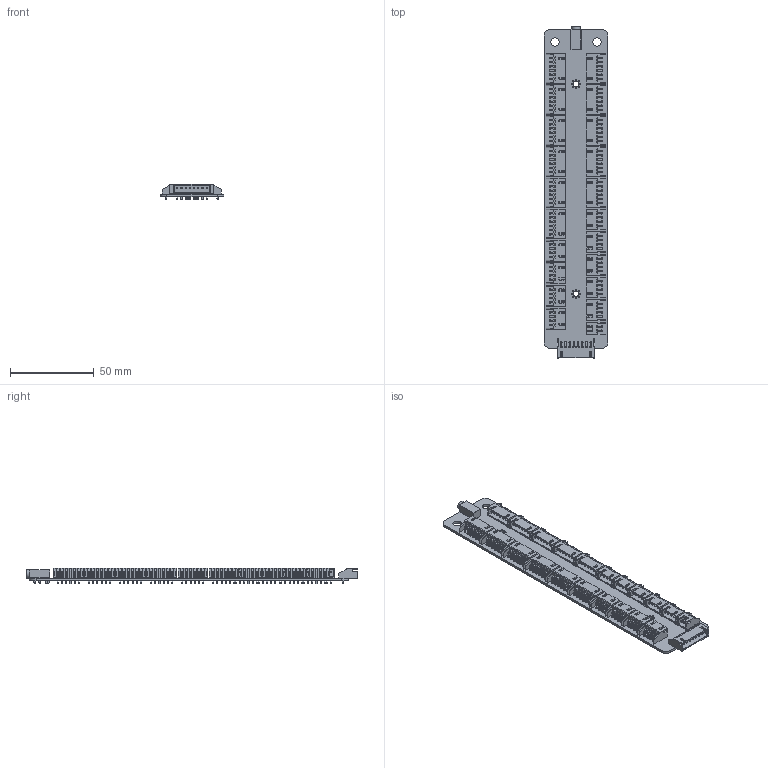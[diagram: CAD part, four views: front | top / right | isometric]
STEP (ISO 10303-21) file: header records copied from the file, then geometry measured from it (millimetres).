
FILE_DESCRIPTION(('KiCad electronic assembly'),'2;1');
FILE_NAME('pedal-breakout-pcb.step','2024-08-30T09:48:33',('Pcbnew'),( 'Kicad'),'Open CASCADE STEP processor 7.7','KiCad to STEP converter' ,'Unknown');
FILE_SCHEMA(('AUTOMOTIVE_DESIGN { 1 0 10303 214 1 1 1 1 }'));
Length unit declared in the file: millimetre
Products named in the file (12): pedal-breakout-pcb 1; JST_XH_S6B-XH-A_1x06_P2.50mm_Horizontal; JST_S6B_XH_A; JST_XH_S4B-XH-A_1x04_P2.50mm_Horizontal; JST_S4B_XH_A; JST_XH_S8B-XH-A_1x08_P2.50mm_Horizontal; JST_S8B_XH_A; JST_XH_S2B-XH-A_1x02_P2.50mm_Horizontal; JST_S2B_XH_A; PJ-320A; PJ-3200B v1; pedal-breakout-pcb_PCB
Assembly tree (29 placements, depth 3):
  pedal-breakout-pcb 1
    JST_XH_S6B-XH-A_1x06_P2.50mm_Horizontal  x11
      JST_S6B_XH_A
    JST_XH_S4B-XH-A_1x04_P2.50mm_Horizontal  x9
      JST_S4B_XH_A
    JST_XH_S8B-XH-A_1x08_P2.50mm_Horizontal
      JST_S8B_XH_A
    JST_XH_S2B-XH-A_1x02_P2.50mm_Horizontal
      JST_S2B_XH_A
    PJ-320A
      PJ-3200B v1
    pedal-breakout-pcb_PCB
Bounding box: 38 x 197.7 x 9.5 mm (x, y, z)
Volume: 18168.9 mm3; surface area: 36323.3 mm2
Topology: 28 solids, 28 shells, 4535 faces, 11972 edges, 7716 vertices
Faces by surface type: plane 4035, cylinder 484, bspline 8, sphere 4, torus 4
Full cylindrical faces by diameter (mm): 0.5 x16, 0.95 x110, 1 x4, 1.5 x2, 3.2 x2, 3.6 x1, 5 x3
Entity records: 37195 total; most frequent: CARTESIAN_POINT 5581, ORIENTED_EDGE 5332, DIRECTION 5196, EDGE_CURVE 2666, LINE 2182, VECTOR 2182, VERTEX_POINT 1724, AXIS2_PLACEMENT_3D 1507
